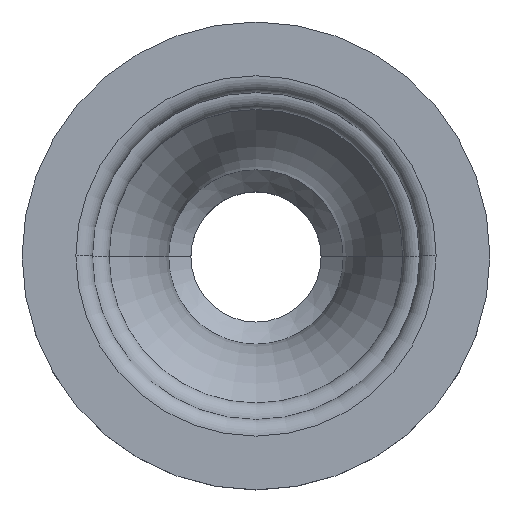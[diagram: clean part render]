
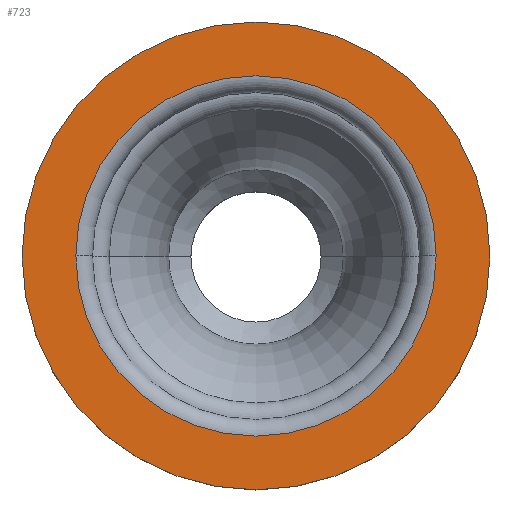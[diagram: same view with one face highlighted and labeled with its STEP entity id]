
A CAD part, top view. The second image highlights one B-rep face of the part: STEP entity #723.
In plain terms, the highlighted planar face has unit normal (0, 0, 1).
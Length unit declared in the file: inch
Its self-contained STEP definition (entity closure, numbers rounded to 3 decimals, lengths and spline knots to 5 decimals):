
#56 = ORIENTED_EDGE ( 'NONE', *, *, #280, .T. ) ;
#64 = CARTESIAN_POINT ( 'NONE',  ( -0.422, 0., 0. ) ) ;
#71 = CARTESIAN_POINT ( 'NONE',  ( 0., 0., 0. ) ) ;
#86 = CIRCLE ( 'NONE', #1036, 0.422 ) ;
#114 = DIRECTION ( 'NONE',  ( -1., 0., 0. ) ) ;
#117 = CIRCLE ( 'NONE', #727, 0.325 ) ;
#135 = DIRECTION ( 'NONE',  ( 0., 0., 1. ) ) ;
#145 = VERTEX_POINT ( 'NONE', #1248 ) ;
#166 = CIRCLE ( 'NONE', #931, 0.422 ) ;
#167 = CARTESIAN_POINT ( 'NONE',  ( -0.325, 0., 0. ) ) ;
#169 = VERTEX_POINT ( 'NONE', #64 ) ;
#191 = VERTEX_POINT ( 'NONE', #167 ) ;
#200 = EDGE_CURVE ( 'NONE', #169, #145, #86, .T. ) ;
#221 = DIRECTION ( 'NONE',  ( 0., 0., -1. ) ) ;
#268 = DIRECTION ( 'NONE',  ( -1., 0., 0. ) ) ;
#280 = EDGE_CURVE ( 'NONE', #191, #828, #117, .T. ) ;
#297 = ORIENTED_EDGE ( 'NONE', *, *, #200, .T. ) ;
#327 = FACE_OUTER_BOUND ( 'NONE', #402, .T. ) ;
#332 = CARTESIAN_POINT ( 'NONE',  ( 0.325, 0., 0. ) ) ;
#336 = EDGE_LOOP ( 'NONE', ( #56, #1107 ) ) ;
#385 = DIRECTION ( 'NONE',  ( 0., 0., 1. ) ) ;
#402 = EDGE_LOOP ( 'NONE', ( #427, #297 ) ) ;
#427 = ORIENTED_EDGE ( 'NONE', *, *, #1031, .T. ) ;
#432 = EDGE_CURVE ( 'NONE', #828, #191, #1074, .T. ) ;
#526 = AXIS2_PLACEMENT_3D ( 'NONE', #805, #1164, #268 ) ;
#562 = DIRECTION ( 'NONE',  ( 1., 0., 0. ) ) ;
#588 = AXIS2_PLACEMENT_3D ( 'NONE', #1123, #221, #645 ) ;
#642 = CARTESIAN_POINT ( 'NONE',  ( 0., 0., 0. ) ) ;
#645 = DIRECTION ( 'NONE',  ( -1., 0., 0. ) ) ;
#723 = ADVANCED_FACE ( 'NONE', ( #1213, #327 ), #762, .F. ) ;
#727 = AXIS2_PLACEMENT_3D ( 'NONE', #642, #1028, #114 ) ;
#762 = PLANE ( 'NONE',  #588 ) ;
#805 = CARTESIAN_POINT ( 'NONE',  ( 0., 0., 0. ) ) ;
#812 = DIRECTION ( 'NONE',  ( 1., 0., 0. ) ) ;
#828 = VERTEX_POINT ( 'NONE', #332 ) ;
#931 = AXIS2_PLACEMENT_3D ( 'NONE', #1046, #135, #562 ) ;
#1028 = DIRECTION ( 'NONE',  ( 0., 0., -1. ) ) ;
#1031 = EDGE_CURVE ( 'NONE', #145, #169, #166, .T. ) ;
#1036 = AXIS2_PLACEMENT_3D ( 'NONE', #71, #385, #812 ) ;
#1046 = CARTESIAN_POINT ( 'NONE',  ( 0., 0., 0. ) ) ;
#1074 = CIRCLE ( 'NONE', #526, 0.325 ) ;
#1107 = ORIENTED_EDGE ( 'NONE', *, *, #432, .T. ) ;
#1123 = CARTESIAN_POINT ( 'NONE',  ( -0.295, 0., 0. ) ) ;
#1164 = DIRECTION ( 'NONE',  ( 0., 0., -1. ) ) ;
#1213 = FACE_BOUND ( 'NONE', #336, .T. ) ;
#1248 = CARTESIAN_POINT ( 'NONE',  ( 0.422, 0., 0. ) ) ;
